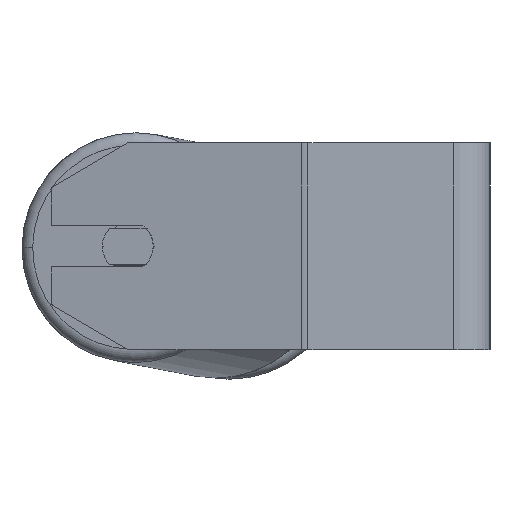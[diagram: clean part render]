
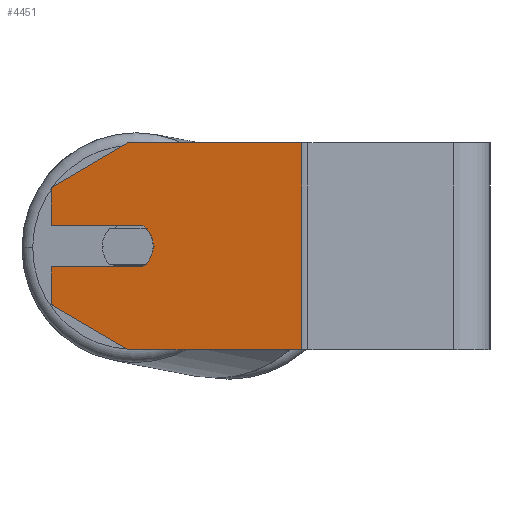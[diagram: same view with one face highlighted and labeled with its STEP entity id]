
A CAD part, left-side view. The second image highlights one B-rep face of the part: STEP entity #4451.
In plain terms, the highlighted planar face has unit normal (-0.985, 0.174, 0).
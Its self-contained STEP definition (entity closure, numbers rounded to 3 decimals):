
#4 = DIRECTION ( 'NONE',  ( -0.985, 0.174, 0. ) ) ;
#173 = CARTESIAN_POINT ( 'NONE',  ( -322.704, 169.781, 40. ) ) ;
#305 = CARTESIAN_POINT ( 'NONE',  ( -327.913, 140.237, -40. ) ) ;
#337 = VECTOR ( 'NONE', #1331, 1000. ) ;
#338 = CARTESIAN_POINT ( 'NONE',  ( -328.955, 134.328, 8. ) ) ;
#381 = VERTEX_POINT ( 'NONE', #2154 ) ;
#511 = DIRECTION ( 'NONE',  ( 0., 0., -1. ) ) ;
#515 = VERTEX_POINT ( 'NONE', #3298 ) ;
#581 = VECTOR ( 'NONE', #511, 1000. ) ;
#680 = DIRECTION ( 'NONE',  ( -0.174, -0.985, 0. ) ) ;
#810 = VERTEX_POINT ( 'NONE', #3789 ) ;
#844 = ORIENTED_EDGE ( 'NONE', *, *, #2572, .T. ) ;
#902 = DIRECTION ( 'NONE',  ( 0.174, 0.985, 0. ) ) ;
#911 = CARTESIAN_POINT ( 'NONE',  ( -322.704, 169.781, 40. ) ) ;
#997 = VERTEX_POINT ( 'NONE', #8044 ) ;
#1331 = DIRECTION ( 'NONE',  ( 0.15, 0.853, -0.5 ) ) ;
#1388 = EDGE_CURVE ( 'NONE', #3088, #2301, #4613, .T. ) ;
#1459 = PLANE ( 'NONE',  #1693 ) ;
#1540 = DIRECTION ( 'NONE',  ( 0.985, -0.174, 0. ) ) ;
#1558 = CARTESIAN_POINT ( 'NONE',  ( -327.913, 140.237, 0. ) ) ;
#1664 = ORIENTED_EDGE ( 'NONE', *, *, #2706, .F. ) ;
#1693 = AXIS2_PLACEMENT_3D ( 'NONE', #173, #1540, #902 ) ;
#1721 = ORIENTED_EDGE ( 'NONE', *, *, #6422, .F. ) ;
#1854 = LINE ( 'NONE', #6399, #6577 ) ;
#1878 = VERTEX_POINT ( 'NONE', #6178 ) ;
#1941 = ORIENTED_EDGE ( 'NONE', *, *, #3845, .F. ) ;
#1969 = LINE ( 'NONE', #4567, #337 ) ;
#2014 = EDGE_LOOP ( 'NONE', ( #1664, #7794, #8114, #844, #4937, #4638, #1721, #6141, #6671, #1941, #2073 ) ) ;
#2073 = ORIENTED_EDGE ( 'NONE', *, *, #4347, .F. ) ;
#2082 = EDGE_CURVE ( 'NONE', #6343, #7841, #8427, .T. ) ;
#2106 = VECTOR ( 'NONE', #3369, 1000. ) ;
#2154 = CARTESIAN_POINT ( 'NONE',  ( -328.955, 134.328, -8. ) ) ;
#2195 = CARTESIAN_POINT ( 'NONE',  ( -322.704, 169.781, 40. ) ) ;
#2234 = CIRCLE ( 'NONE', #4416, 10. ) ;
#2301 = VERTEX_POINT ( 'NONE', #4852 ) ;
#2401 = VECTOR ( 'NONE', #5954, 1000. ) ;
#2572 = EDGE_CURVE ( 'NONE', #7841, #7488, #2747, .T. ) ;
#2614 = AXIS2_PLACEMENT_3D ( 'NONE', #1558, #2972, #4751 ) ;
#2706 = EDGE_CURVE ( 'NONE', #381, #997, #7239, .T. ) ;
#2726 = CARTESIAN_POINT ( 'NONE',  ( -327.913, 140.237, 0. ) ) ;
#2747 = LINE ( 'NONE', #7950, #3158 ) ;
#2972 = DIRECTION ( 'NONE',  ( -0.985, 0.174, 0. ) ) ;
#3088 = VERTEX_POINT ( 'NONE', #4353 ) ;
#3158 = VECTOR ( 'NONE', #8417, 1000. ) ;
#3298 = CARTESIAN_POINT ( 'NONE',  ( -327.913, 140.237, 40. ) ) ;
#3358 = LINE ( 'NONE', #2195, #2401 ) ;
#3369 = DIRECTION ( 'NONE',  ( -0.174, -0.985, 0. ) ) ;
#3401 = DIRECTION ( 'NONE',  ( 0., 0., -1. ) ) ;
#3409 = VERTEX_POINT ( 'NONE', #338 ) ;
#3512 = DIRECTION ( 'NONE',  ( 0., 0., -1. ) ) ;
#3789 = CARTESIAN_POINT ( 'NONE',  ( -339.787, 72.895, -40. ) ) ;
#3845 = EDGE_CURVE ( 'NONE', #3409, #2301, #1854, .T. ) ;
#3869 = VECTOR ( 'NONE', #3401, 1000. ) ;
#3978 = VECTOR ( 'NONE', #3512, 1000. ) ;
#4347 = EDGE_CURVE ( 'NONE', #997, #3409, #2234, .T. ) ;
#4353 = CARTESIAN_POINT ( 'NONE',  ( -322.704, 169.781, 22.679 ) ) ;
#4363 = LINE ( 'NONE', #8242, #8385 ) ;
#4416 = AXIS2_PLACEMENT_3D ( 'NONE', #2726, #4, #680 ) ;
#4436 = EDGE_CURVE ( 'NONE', #515, #3088, #1969, .T. ) ;
#4451 = ADVANCED_FACE ( 'NONE', ( #6735 ), #1459, .F. ) ;
#4567 = CARTESIAN_POINT ( 'NONE',  ( -322.704, 169.781, 22.679 ) ) ;
#4613 = LINE ( 'NONE', #911, #3978 ) ;
#4630 = LINE ( 'NONE', #7224, #3869 ) ;
#4638 = ORIENTED_EDGE ( 'NONE', *, *, #4655, .F. ) ;
#4655 = EDGE_CURVE ( 'NONE', #1878, #810, #4630, .T. ) ;
#4751 = DIRECTION ( 'NONE',  ( -0.174, -0.985, 0. ) ) ;
#4852 = CARTESIAN_POINT ( 'NONE',  ( -322.704, 169.781, 8. ) ) ;
#4854 = EDGE_CURVE ( 'NONE', #7488, #810, #5315, .T. ) ;
#4937 = ORIENTED_EDGE ( 'NONE', *, *, #4854, .T. ) ;
#5315 = LINE ( 'NONE', #5403, #2106 ) ;
#5403 = CARTESIAN_POINT ( 'NONE',  ( -322.704, 169.781, -40. ) ) ;
#5814 = DIRECTION ( 'NONE',  ( 0.174, 0.985, 0. ) ) ;
#5954 = DIRECTION ( 'NONE',  ( -0.174, -0.985, 0. ) ) ;
#6008 = EDGE_CURVE ( 'NONE', #6343, #381, #4363, .T. ) ;
#6048 = CARTESIAN_POINT ( 'NONE',  ( -322.704, 169.781, -22.679 ) ) ;
#6141 = ORIENTED_EDGE ( 'NONE', *, *, #4436, .T. ) ;
#6178 = CARTESIAN_POINT ( 'NONE',  ( -339.787, 72.895, 40. ) ) ;
#6343 = VERTEX_POINT ( 'NONE', #6414 ) ;
#6399 = CARTESIAN_POINT ( 'NONE',  ( -328.955, 134.328, 8. ) ) ;
#6414 = CARTESIAN_POINT ( 'NONE',  ( -322.704, 169.781, -8. ) ) ;
#6422 = EDGE_CURVE ( 'NONE', #515, #1878, #3358, .T. ) ;
#6577 = VECTOR ( 'NONE', #5814, 1000. ) ;
#6671 = ORIENTED_EDGE ( 'NONE', *, *, #1388, .T. ) ;
#6735 = FACE_OUTER_BOUND ( 'NONE', #2014, .T. ) ;
#6951 = DIRECTION ( 'NONE',  ( -0.174, -0.985, 0. ) ) ;
#7224 = CARTESIAN_POINT ( 'NONE',  ( -339.787, 72.895, 40. ) ) ;
#7239 = CIRCLE ( 'NONE', #2614, 10. ) ;
#7488 = VERTEX_POINT ( 'NONE', #305 ) ;
#7665 = CARTESIAN_POINT ( 'NONE',  ( -322.704, 169.781, 40. ) ) ;
#7794 = ORIENTED_EDGE ( 'NONE', *, *, #6008, .F. ) ;
#7841 = VERTEX_POINT ( 'NONE', #6048 ) ;
#7950 = CARTESIAN_POINT ( 'NONE',  ( -327.913, 140.237, -40. ) ) ;
#8044 = CARTESIAN_POINT ( 'NONE',  ( -329.65, 130.389, 0. ) ) ;
#8114 = ORIENTED_EDGE ( 'NONE', *, *, #2082, .T. ) ;
#8242 = CARTESIAN_POINT ( 'NONE',  ( -328.955, 134.328, -8. ) ) ;
#8385 = VECTOR ( 'NONE', #6951, 1000. ) ;
#8417 = DIRECTION ( 'NONE',  ( -0.15, -0.853, -0.5 ) ) ;
#8427 = LINE ( 'NONE', #7665, #581 ) ;
